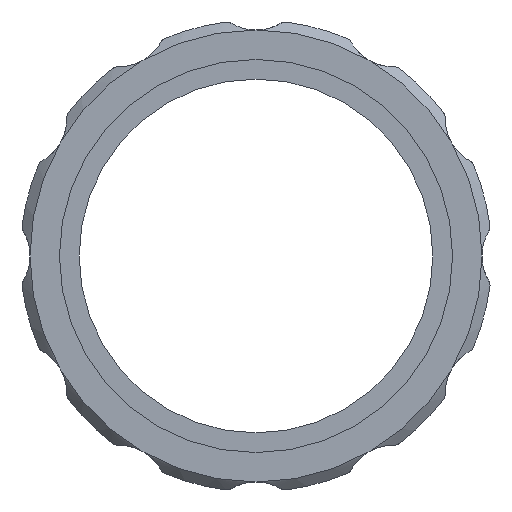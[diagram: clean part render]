
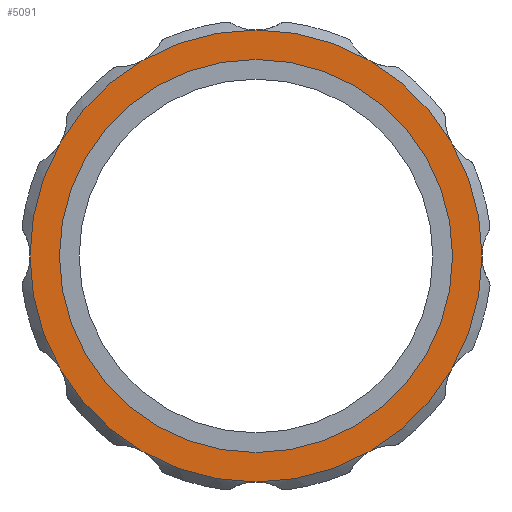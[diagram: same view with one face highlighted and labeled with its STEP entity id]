
A CAD part, front view. The second image highlights one B-rep face of the part: STEP entity #5091.
In plain terms, the highlighted planar face has unit normal (0, -1, 0).
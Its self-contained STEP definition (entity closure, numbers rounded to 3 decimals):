
#1 = DIRECTION ( 'NONE',  ( 0., 1., 0. ) ) ;
#21 = CARTESIAN_POINT ( 'NONE',  ( -28.75, -100.994, -49.796 ) ) ;
#127 = CIRCLE ( 'NONE', #3592, 57.5 ) ;
#184 = CARTESIAN_POINT ( 'NONE',  ( 0., -100.994, 0. ) ) ;
#186 = EDGE_CURVE ( 'NONE', #824, #4423, #127, .T. ) ;
#249 = CARTESIAN_POINT ( 'NONE',  ( 0., -100.994, 0. ) ) ;
#275 = AXIS2_PLACEMENT_3D ( 'NONE', #2414, #4408, #1886 ) ;
#286 = VERTEX_POINT ( 'NONE', #2390 ) ;
#292 = DIRECTION ( 'NONE',  ( 1., 0., 0. ) ) ;
#317 = DIRECTION ( 'NONE',  ( -1., 0., 0. ) ) ;
#396 = CIRCLE ( 'NONE', #4544, 57.5 ) ;
#507 = DIRECTION ( 'NONE',  ( 0., 1., 0. ) ) ;
#510 = CARTESIAN_POINT ( 'NONE',  ( 49.796, -100.994, -28.75 ) ) ;
#591 = EDGE_LOOP ( 'NONE', ( #3305, #1397, #3779, #2482, #2727, #4196, #3262, #4153, #2382, #1162, #2783, #2806 ) ) ;
#646 = CIRCLE ( 'NONE', #1812, 57.5 ) ;
#663 = CARTESIAN_POINT ( 'NONE',  ( 0., -100.994, 0. ) ) ;
#696 = CIRCLE ( 'NONE', #2873, 50. ) ;
#702 = DIRECTION ( 'NONE',  ( -1., 0., 0. ) ) ;
#824 = VERTEX_POINT ( 'NONE', #4059 ) ;
#838 = CARTESIAN_POINT ( 'NONE',  ( 0., -100.994, 0. ) ) ;
#872 = VERTEX_POINT ( 'NONE', #2529 ) ;
#887 = AXIS2_PLACEMENT_3D ( 'NONE', #2068, #3694, #4885 ) ;
#935 = EDGE_CURVE ( 'NONE', #3734, #2409, #1054, .T. ) ;
#960 = CARTESIAN_POINT ( 'NONE',  ( 0., -100.994, -57.5 ) ) ;
#1034 = DIRECTION ( 'NONE',  ( 0., 1., 0. ) ) ;
#1054 = CIRCLE ( 'NONE', #4597, 50. ) ;
#1108 = EDGE_CURVE ( 'NONE', #1311, #872, #4526, .T. ) ;
#1150 = CIRCLE ( 'NONE', #2745, 57.5 ) ;
#1151 = EDGE_CURVE ( 'NONE', #1437, #286, #3335, .T. ) ;
#1162 = ORIENTED_EDGE ( 'NONE', *, *, #4804, .F. ) ;
#1197 = VERTEX_POINT ( 'NONE', #510 ) ;
#1276 = CIRCLE ( 'NONE', #275, 57.5 ) ;
#1311 = VERTEX_POINT ( 'NONE', #3891 ) ;
#1326 = CARTESIAN_POINT ( 'NONE',  ( 0., -100.994, 0. ) ) ;
#1397 = ORIENTED_EDGE ( 'NONE', *, *, #1449, .F. ) ;
#1437 = VERTEX_POINT ( 'NONE', #5172 ) ;
#1449 = EDGE_CURVE ( 'NONE', #2777, #3398, #1150, .T. ) ;
#1470 = DIRECTION ( 'NONE',  ( 0., 1., 0. ) ) ;
#1603 = CARTESIAN_POINT ( 'NONE',  ( 0., -100.994, 0. ) ) ;
#1627 = CARTESIAN_POINT ( 'NONE',  ( 50., -100.994, 0. ) ) ;
#1699 = AXIS2_PLACEMENT_3D ( 'NONE', #1326, #4864, #4887 ) ;
#1812 = AXIS2_PLACEMENT_3D ( 'NONE', #2309, #3078, #4688 ) ;
#1886 = DIRECTION ( 'NONE',  ( -1., 0., 0. ) ) ;
#2044 = CARTESIAN_POINT ( 'NONE',  ( 0., -100.994, 0. ) ) ;
#2068 = CARTESIAN_POINT ( 'NONE',  ( 0., -100.994, 0. ) ) ;
#2124 = AXIS2_PLACEMENT_3D ( 'NONE', #2692, #4319, #702 ) ;
#2256 = DIRECTION ( 'NONE',  ( 0., 1., 0. ) ) ;
#2308 = FACE_OUTER_BOUND ( 'NONE', #591, .T. ) ;
#2309 = CARTESIAN_POINT ( 'NONE',  ( 0., -100.994, 0. ) ) ;
#2336 = EDGE_LOOP ( 'NONE', ( #4574, #4980 ) ) ;
#2371 = CARTESIAN_POINT ( 'NONE',  ( 0., -100.994, 57.5 ) ) ;
#2382 = ORIENTED_EDGE ( 'NONE', *, *, #1151, .F. ) ;
#2390 = CARTESIAN_POINT ( 'NONE',  ( -28.75, -100.994, 49.796 ) ) ;
#2409 = VERTEX_POINT ( 'NONE', #4944 ) ;
#2414 = CARTESIAN_POINT ( 'NONE',  ( 0., -100.994, 0. ) ) ;
#2482 = ORIENTED_EDGE ( 'NONE', *, *, #3900, .F. ) ;
#2529 = CARTESIAN_POINT ( 'NONE',  ( 49.796, -100.994, 28.75 ) ) ;
#2587 = CARTESIAN_POINT ( 'NONE',  ( 0., -100.994, 0. ) ) ;
#2639 = EDGE_CURVE ( 'NONE', #286, #3380, #3530, .T. ) ;
#2650 = DIRECTION ( 'NONE',  ( 0., -1., 0. ) ) ;
#2692 = CARTESIAN_POINT ( 'NONE',  ( 0., -100.994, 0. ) ) ;
#2727 = ORIENTED_EDGE ( 'NONE', *, *, #3196, .F. ) ;
#2745 = AXIS2_PLACEMENT_3D ( 'NONE', #3527, #4821, #3970 ) ;
#2761 = DIRECTION ( 'NONE',  ( 0., 1., 0. ) ) ;
#2777 = VERTEX_POINT ( 'NONE', #4138 ) ;
#2783 = ORIENTED_EDGE ( 'NONE', *, *, #186, .F. ) ;
#2806 = ORIENTED_EDGE ( 'NONE', *, *, #3787, .F. ) ;
#2873 = AXIS2_PLACEMENT_3D ( 'NONE', #184, #2256, #3494 ) ;
#2968 = CARTESIAN_POINT ( 'NONE',  ( -57.5, -100.994, 0. ) ) ;
#3041 = DIRECTION ( 'NONE',  ( -1., 0., 0. ) ) ;
#3078 = DIRECTION ( 'NONE',  ( 0., 1., 0. ) ) ;
#3096 = EDGE_CURVE ( 'NONE', #1197, #2777, #396, .T. ) ;
#3196 = EDGE_CURVE ( 'NONE', #872, #3743, #4022, .T. ) ;
#3197 = EDGE_CURVE ( 'NONE', #3398, #3729, #646, .T. ) ;
#3262 = ORIENTED_EDGE ( 'NONE', *, *, #3885, .F. ) ;
#3305 = ORIENTED_EDGE ( 'NONE', *, *, #3197, .F. ) ;
#3335 = CIRCLE ( 'NONE', #4922, 57.5 ) ;
#3380 = VERTEX_POINT ( 'NONE', #2371 ) ;
#3398 = VERTEX_POINT ( 'NONE', #960 ) ;
#3494 = DIRECTION ( 'NONE',  ( -1., 0., 0. ) ) ;
#3527 = CARTESIAN_POINT ( 'NONE',  ( 0., -100.994, 0. ) ) ;
#3530 = CIRCLE ( 'NONE', #4770, 57.5 ) ;
#3569 = FACE_BOUND ( 'NONE', #2336, .T. ) ;
#3592 = AXIS2_PLACEMENT_3D ( 'NONE', #2044, #2761, #3626 ) ;
#3626 = DIRECTION ( 'NONE',  ( -1., 0., 0. ) ) ;
#3672 = DIRECTION ( 'NONE',  ( -1., 0., 0. ) ) ;
#3694 = DIRECTION ( 'NONE',  ( 0., 1., 0. ) ) ;
#3729 = VERTEX_POINT ( 'NONE', #21 ) ;
#3734 = VERTEX_POINT ( 'NONE', #1627 ) ;
#3743 = VERTEX_POINT ( 'NONE', #4460 ) ;
#3770 = AXIS2_PLACEMENT_3D ( 'NONE', #663, #1470, #5108 ) ;
#3773 = EDGE_CURVE ( 'NONE', #2409, #3734, #696, .T. ) ;
#3779 = ORIENTED_EDGE ( 'NONE', *, *, #3096, .F. ) ;
#3787 = EDGE_CURVE ( 'NONE', #3729, #824, #1276, .T. ) ;
#3885 = EDGE_CURVE ( 'NONE', #3380, #1311, #3985, .T. ) ;
#3891 = CARTESIAN_POINT ( 'NONE',  ( 28.75, -100.994, 49.796 ) ) ;
#3900 = EDGE_CURVE ( 'NONE', #3743, #1197, #5065, .T. ) ;
#3906 = CIRCLE ( 'NONE', #2124, 57.5 ) ;
#3913 = AXIS2_PLACEMENT_3D ( 'NONE', #4737, #2650, #292 ) ;
#3970 = DIRECTION ( 'NONE',  ( -1., 0., 0. ) ) ;
#3985 = CIRCLE ( 'NONE', #1699, 57.5 ) ;
#4022 = CIRCLE ( 'NONE', #3770, 57.5 ) ;
#4059 = CARTESIAN_POINT ( 'NONE',  ( -49.796, -100.994, -28.75 ) ) ;
#4138 = CARTESIAN_POINT ( 'NONE',  ( 28.75, -100.994, -49.796 ) ) ;
#4149 = DIRECTION ( 'NONE',  ( 0., 1., 0. ) ) ;
#4153 = ORIENTED_EDGE ( 'NONE', *, *, #2639, .F. ) ;
#4192 = DIRECTION ( 'NONE',  ( 0., 1., 0. ) ) ;
#4196 = ORIENTED_EDGE ( 'NONE', *, *, #1108, .F. ) ;
#4293 = CARTESIAN_POINT ( 'NONE',  ( 0., -100.994, 0. ) ) ;
#4319 = DIRECTION ( 'NONE',  ( 0., 1., 0. ) ) ;
#4334 = PLANE ( 'NONE',  #3913 ) ;
#4408 = DIRECTION ( 'NONE',  ( 0., 1., 0. ) ) ;
#4423 = VERTEX_POINT ( 'NONE', #2968 ) ;
#4460 = CARTESIAN_POINT ( 'NONE',  ( 57.5, -100.994, 0. ) ) ;
#4526 = CIRCLE ( 'NONE', #887, 57.5 ) ;
#4544 = AXIS2_PLACEMENT_3D ( 'NONE', #249, #4149, #4945 ) ;
#4574 = ORIENTED_EDGE ( 'NONE', *, *, #3773, .T. ) ;
#4597 = AXIS2_PLACEMENT_3D ( 'NONE', #4293, #1034, #5064 ) ;
#4645 = AXIS2_PLACEMENT_3D ( 'NONE', #838, #507, #3672 ) ;
#4688 = DIRECTION ( 'NONE',  ( -1., 0., 0. ) ) ;
#4737 = CARTESIAN_POINT ( 'NONE',  ( -57.5, -100.994, 0. ) ) ;
#4770 = AXIS2_PLACEMENT_3D ( 'NONE', #1603, #1, #317 ) ;
#4804 = EDGE_CURVE ( 'NONE', #4423, #1437, #3906, .T. ) ;
#4821 = DIRECTION ( 'NONE',  ( 0., 1., 0. ) ) ;
#4864 = DIRECTION ( 'NONE',  ( 0., 1., 0. ) ) ;
#4885 = DIRECTION ( 'NONE',  ( -1., 0., 0. ) ) ;
#4887 = DIRECTION ( 'NONE',  ( -1., 0., 0. ) ) ;
#4922 = AXIS2_PLACEMENT_3D ( 'NONE', #2587, #4192, #3041 ) ;
#4944 = CARTESIAN_POINT ( 'NONE',  ( -50., -100.994, 0. ) ) ;
#4945 = DIRECTION ( 'NONE',  ( -1., 0., 0. ) ) ;
#4980 = ORIENTED_EDGE ( 'NONE', *, *, #935, .T. ) ;
#5064 = DIRECTION ( 'NONE',  ( -1., 0., 0. ) ) ;
#5065 = CIRCLE ( 'NONE', #4645, 57.5 ) ;
#5091 = ADVANCED_FACE ( 'NONE', ( #3569, #2308 ), #4334, .T. ) ;
#5108 = DIRECTION ( 'NONE',  ( -1., 0., 0. ) ) ;
#5172 = CARTESIAN_POINT ( 'NONE',  ( -49.796, -100.994, 28.75 ) ) ;
